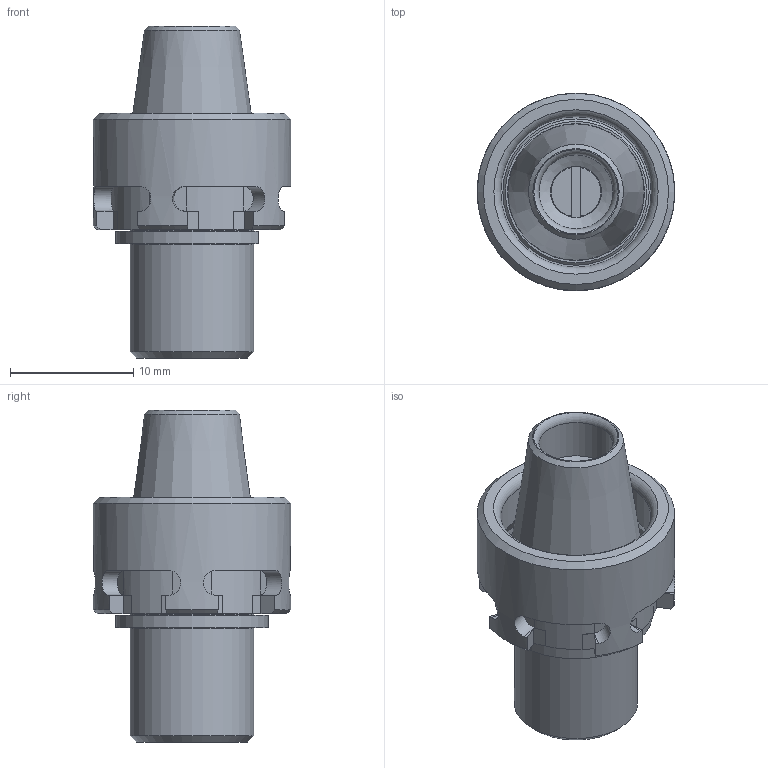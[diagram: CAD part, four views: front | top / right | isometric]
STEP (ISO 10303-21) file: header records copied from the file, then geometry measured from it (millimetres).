
FILE_DESCRIPTION(/* description */ (''),/* implementation_level */ '2;1');
FILE_NAME(/* name */ '716411080.stp',/* time_stamp */ '2021-01-27T12:43:43',/* author */ ('LRA'),/* organization */ ('REGO-FIX'),/* preprocessor_version */ ' Unknown',/* originating_system */ 'SIEMENS PLM Software Solid Edge ST10',/* authorization */ 'Unknown');
FILE_SCHEMA (('AUTOMOTIVE_DESIGN { 1 0 10303 214 2 1 1}'));
Length unit declared in the file: millimetre
Products named in the file (1): NOCUT
Bounding box: 16 x 16 x 26.9 mm (x, y, z)
Volume: 2171.7 mm3; surface area: 2551.9 mm2
Topology: 1 solids, 1 shells, 119 faces, 286 edges, 179 vertices
Faces by surface type: plane 64, cylinder 30, cone 20, torus 5
Full cylindrical faces by diameter (mm): 4.134 x2, 5.2 x1, 6 x1, 8.8 x1, 10 x2, 10.2 x1, 10.7 x1, 11.85 x1, 12.188 x1, 12.2 x1, 13.3 x1, 16 x1
Entity records: 4132 total; most frequent: CARTESIAN_POINT 610, DIRECTION 592, ORIENTED_EDGE 490, EDGE_CURVE 245, AXIS2_PLACEMENT_3D 238, VERTEX_POINT 170, EDGE_LOOP 161, FACE_BOUND 161
